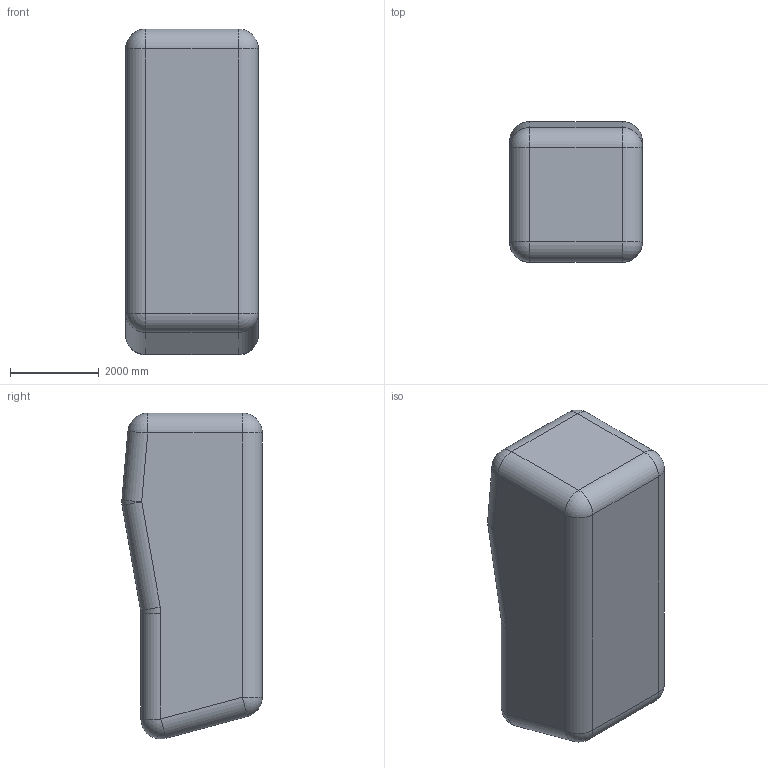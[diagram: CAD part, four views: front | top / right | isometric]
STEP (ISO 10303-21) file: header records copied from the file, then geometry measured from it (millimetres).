
FILE_DESCRIPTION (( 'STEP AP203' ), '1' );
FILE_NAME ('Nacelle_config.step', '2022-07-09T15:01:24', ( '' ), ( '' ), 'SwSTEP 2.0', 'SolidWorks 2021', '' );
FILE_SCHEMA (( 'CONFIG_CONTROL_DESIGN' ));
Length unit declared in the file: metre
Products named in the file (1): Nacelle_config
Bounding box: 3000 x 3173.71 x 7363.55 mm (x, y, z)
Volume: 60214000771.2 mm3; surface area: 91617347.8 mm2
Topology: 1 solids, 1 shells, 40 faces, 89 edges, 42 vertices
Faces by surface type: cylinder 19, sphere 11, plane 8, torus 2
Entity records: 1072 total; most frequent: DIRECTION 201, CARTESIAN_POINT 159, ORIENTED_EDGE 156, AXIS2_PLACEMENT_3D 82, EDGE_CURVE 78, CIRCLE 41, FACE_OUTER_BOUND 40, EDGE_LOOP 40
